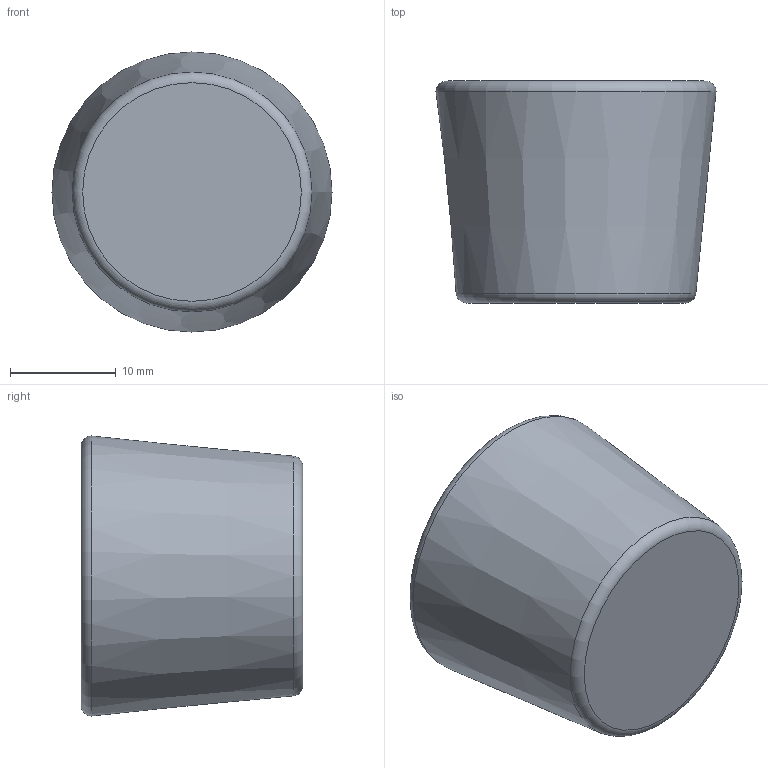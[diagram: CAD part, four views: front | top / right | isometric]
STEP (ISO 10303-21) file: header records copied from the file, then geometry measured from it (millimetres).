
FILE_DESCRIPTION(/* description */ (''),/* implementation_level */ '2;1');
FILE_NAME(/* name */ 'NP12.stp',/* time_stamp */ '2021-10-18T12:51:10+01:00',/* author */ ('Sandfield Engineering'),/* organization */ ('Sandfield Engineering'),/* preprocessor_version */ 'ST-DEVELOPER v18.1',/* originating_system */ 'Autodesk Inventor 2021',/* authorisation */ '');
FILE_SCHEMA (('AUTOMOTIVE_DESIGN { 1 0 10303 214 3 1 1 }'));
Length unit declared in the file: millimetre
Products named in the file (1): NP12
Bounding box: 26.5 x 21 x 26.5 mm (x, y, z)
Volume: 6870.7 mm3; surface area: 3500.3 mm2
Topology: 1 solids, 1 shells, 9 faces, 23 edges, 18 vertices
Faces by surface type: plane 4, torus 2, cylinder 2, cone 1
Full cylindrical faces by diameter (mm): 14.5 x1, 21 x1
Entity records: 342 total; most frequent: DIRECTION 63, CARTESIAN_POINT 51, ORIENTED_EDGE 46, AXIS2_PLACEMENT_3D 30, EDGE_CURVE 23, CIRCLE 20, VERTEX_POINT 18, EDGE_LOOP 11
